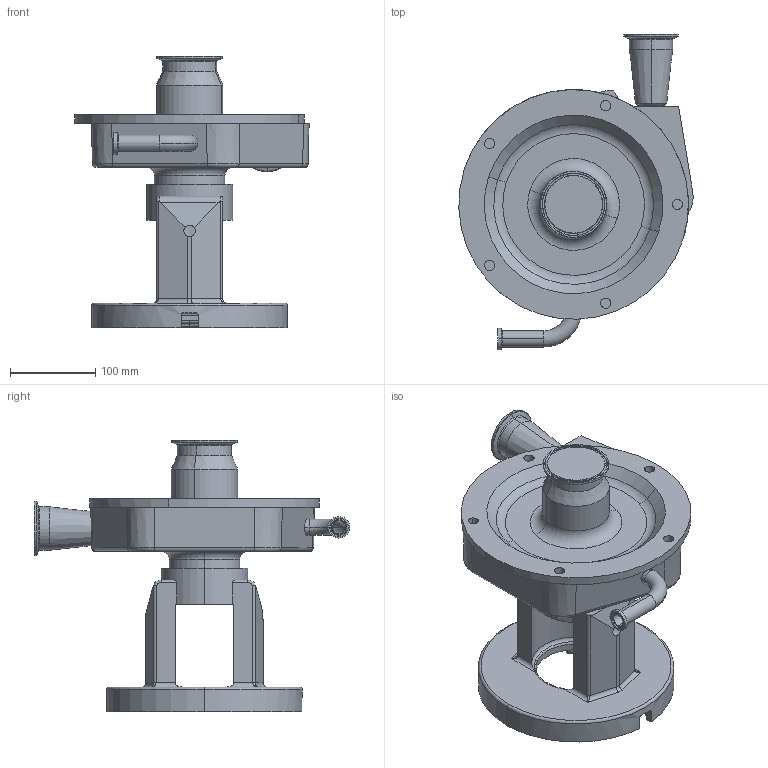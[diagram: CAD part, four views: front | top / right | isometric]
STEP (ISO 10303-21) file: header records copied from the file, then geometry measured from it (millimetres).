
FILE_DESCRIPTION (( 'STEP AP214' ), '1' );
FILE_NAME ('FPX 1741-1742 250TC VERT 3-4 In ELBOW LEFT.STEP', '2022-12-16T15:56:02', ( '' ), ( '' ), 'SwSTEP 2.0', 'SolidWorks 2021', '' );
FILE_SCHEMA (( 'AUTOMOTIVE_DESIGN' ));
Length unit declared in the file: millimetre
Products named in the file (2): FPX 1740 250TC VERT 3-4 In ELBOW LEFT^1275000085.STEP; FPX 1741-1742 250TC VERT 3-4 In ELBOW LEFT
Assembly tree (1 placements, depth 2):
  FPX 1741-1742 250TC VERT 3-4 In ELBOW LEFT
    FPX 1740 250TC VERT 3-4 In ELBOW LEFT^1275000085.STEP
Bounding box: 275.42 x 370.7 x 319.5 mm (x, y, z)
Volume: 4060292.1 mm3; surface area: 507061.2 mm2
Topology: 1 solids, 2 shells, 370 faces, 877 edges, 517 vertices
Faces by surface type: cylinder 134, torus 104, plane 67, cone 39, bspline 19, sphere 7
Entity records: 18211 total; most frequent: CARTESIAN_POINT 9644, DIRECTION 1917, ORIENTED_EDGE 1738, EDGE_CURVE 869, AXIS2_PLACEMENT_3D 822, VERTEX_POINT 516, CIRCLE 467, EDGE_LOOP 391
